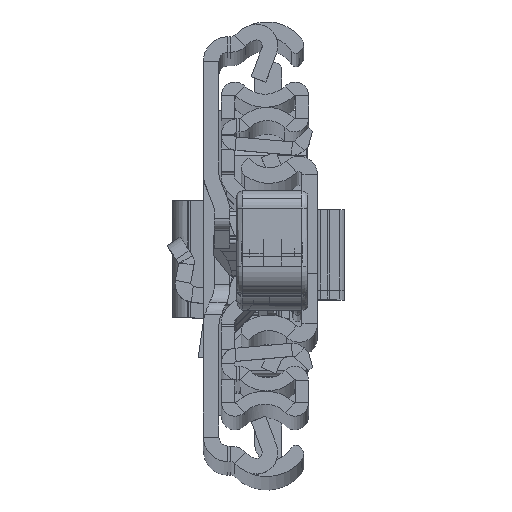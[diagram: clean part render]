
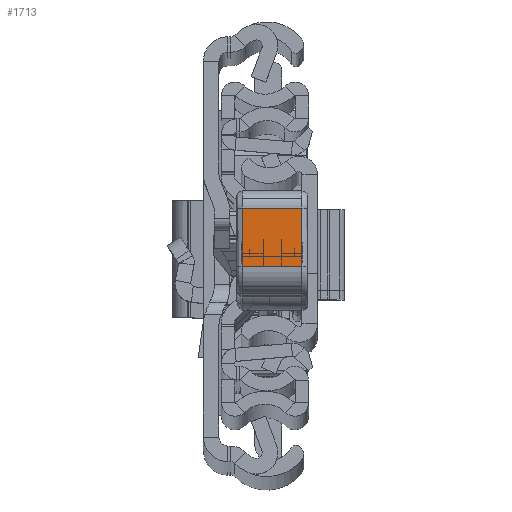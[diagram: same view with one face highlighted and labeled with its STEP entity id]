
A CAD part, top view. The second image highlights one B-rep face of the part: STEP entity #1713.
In plain terms, the highlighted face is planar.
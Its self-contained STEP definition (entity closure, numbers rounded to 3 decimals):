
#372 = DIRECTION ( 'NONE',  ( -0.027, -1., 0. ) ) ;
#995 = DIRECTION ( 'NONE',  ( 0., 0., -1. ) ) ;
#1076 = EDGE_CURVE ( 'NONE', #21070, #23351, #33877, .T. ) ;
#1713 = ADVANCED_FACE ( 'NONE', ( #23029 ), #7877, .F. ) ;
#2393 = LINE ( 'NONE', #37159, #10506 ) ;
#2865 = DIRECTION ( 'NONE',  ( -1., 0.027, 0. ) ) ;
#3259 = AXIS2_PLACEMENT_3D ( 'NONE', #6522, #2865, #372 ) ;
#5273 = ORIENTED_EDGE ( 'NONE', *, *, #20830, .F. ) ;
#5751 = CARTESIAN_POINT ( 'NONE',  ( 39.55, -12.274, -10. ) ) ;
#6522 = CARTESIAN_POINT ( 'NONE',  ( 39.55, -12.274, -11. ) ) ;
#7877 = PLANE ( 'NONE',  #3259 ) ;
#9826 = CARTESIAN_POINT ( 'NONE',  ( 39.818, -2.465, -11. ) ) ;
#10506 = VECTOR ( 'NONE', #31603, 1000. ) ;
#12719 = DIRECTION ( 'NONE',  ( 0., 0., 1. ) ) ;
#13112 = CARTESIAN_POINT ( 'NONE',  ( 39.55, -12.274, -11. ) ) ;
#14213 = VECTOR ( 'NONE', #12719, 1000. ) ;
#14594 = CARTESIAN_POINT ( 'NONE',  ( 39.818, -2.465, 0. ) ) ;
#16349 = VERTEX_POINT ( 'NONE', #14594 ) ;
#20192 = CARTESIAN_POINT ( 'NONE',  ( 39.55, -12.274, 0. ) ) ;
#20830 = EDGE_CURVE ( 'NONE', #23351, #16349, #23067, .T. ) ;
#20996 = ORIENTED_EDGE ( 'NONE', *, *, #1076, .F. ) ;
#21070 = VERTEX_POINT ( 'NONE', #5751 ) ;
#21788 = EDGE_CURVE ( 'NONE', #37236, #21070, #2393, .T. ) ;
#23029 = FACE_OUTER_BOUND ( 'NONE', #34317, .T. ) ;
#23067 = LINE ( 'NONE', #26153, #33806 ) ;
#23351 = VERTEX_POINT ( 'NONE', #20192 ) ;
#26153 = CARTESIAN_POINT ( 'NONE',  ( 39.55, -12.274, 0. ) ) ;
#27302 = ORIENTED_EDGE ( 'NONE', *, *, #21788, .F. ) ;
#27317 = LINE ( 'NONE', #9826, #34158 ) ;
#29691 = ORIENTED_EDGE ( 'NONE', *, *, #32920, .F. ) ;
#31068 = CARTESIAN_POINT ( 'NONE',  ( 39.818, -2.465, -10. ) ) ;
#31603 = DIRECTION ( 'NONE',  ( -0.027, -1., 0. ) ) ;
#32920 = EDGE_CURVE ( 'NONE', #16349, #37236, #27317, .T. ) ;
#33806 = VECTOR ( 'NONE', #37839, 1000. ) ;
#33877 = LINE ( 'NONE', #13112, #14213 ) ;
#34158 = VECTOR ( 'NONE', #995, 1000. ) ;
#34317 = EDGE_LOOP ( 'NONE', ( #20996, #27302, #29691, #5273 ) ) ;
#37159 = CARTESIAN_POINT ( 'NONE',  ( 39.55, -12.274, -10. ) ) ;
#37236 = VERTEX_POINT ( 'NONE', #31068 ) ;
#37839 = DIRECTION ( 'NONE',  ( 0.027, 1., 0. ) ) ;
